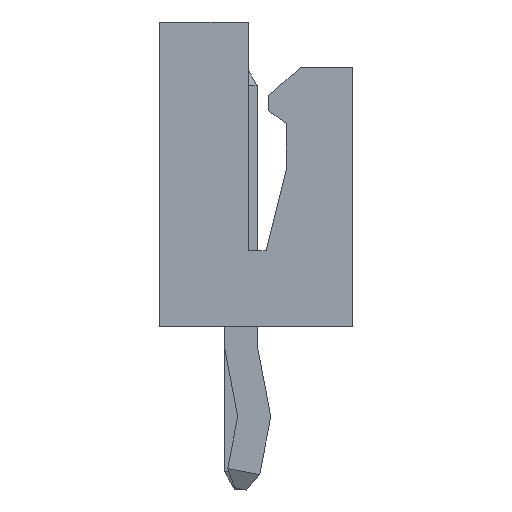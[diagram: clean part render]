
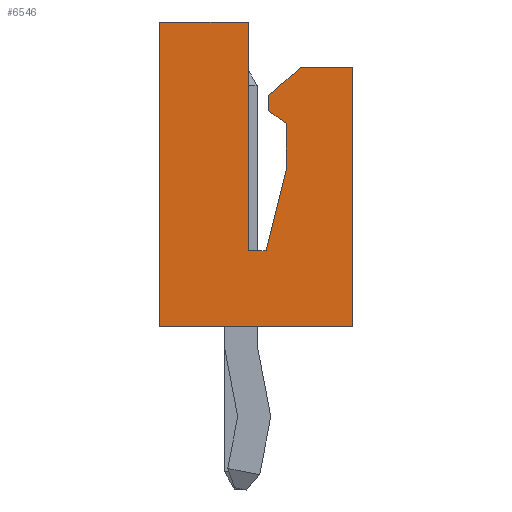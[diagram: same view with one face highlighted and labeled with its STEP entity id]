
A CAD part, left-side view. The second image highlights one B-rep face of the part: STEP entity #6546.
In plain terms, the highlighted planar face has unit normal (-1, 0, 0).
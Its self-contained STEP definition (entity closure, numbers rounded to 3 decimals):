
#461=ORIENTED_EDGE('',*,*,#1622,.F.);
#462=ORIENTED_EDGE('',*,*,#1619,.T.);
#463=ORIENTED_EDGE('',*,*,#1623,.F.);
#464=ORIENTED_EDGE('',*,*,#1581,.F.);
#465=ORIENTED_EDGE('',*,*,#1613,.T.);
#466=ORIENTED_EDGE('',*,*,#1624,.F.);
#467=ORIENTED_EDGE('',*,*,#1625,.F.);
#468=ORIENTED_EDGE('',*,*,#1626,.F.);
#469=ORIENTED_EDGE('',*,*,#1627,.F.);
#470=ORIENTED_EDGE('',*,*,#1628,.F.);
#471=ORIENTED_EDGE('',*,*,#1629,.F.);
#472=ORIENTED_EDGE('',*,*,#1630,.F.);
#1581=EDGE_CURVE('',#2170,#2171,#2648,.T.);
#1613=EDGE_CURVE('',#2170,#2201,#2680,.T.);
#1619=EDGE_CURVE('',#2208,#2207,#2686,.T.);
#1622=EDGE_CURVE('',#2208,#2210,#2689,.T.);
#1623=EDGE_CURVE('',#2171,#2207,#2690,.T.);
#1624=EDGE_CURVE('',#2211,#2201,#2691,.T.);
#1625=EDGE_CURVE('',#2212,#2211,#2692,.T.);
#1626=EDGE_CURVE('',#2213,#2212,#2693,.T.);
#1627=EDGE_CURVE('',#2214,#2213,#2694,.T.);
#1628=EDGE_CURVE('',#2215,#2214,#2695,.T.);
#1629=EDGE_CURVE('',#2216,#2215,#2696,.T.);
#1630=EDGE_CURVE('',#2210,#2216,#2697,.T.);
#2170=VERTEX_POINT('',#8669);
#2171=VERTEX_POINT('',#8671);
#2201=VERTEX_POINT('',#8733);
#2207=VERTEX_POINT('',#8746);
#2208=VERTEX_POINT('',#8748);
#2210=VERTEX_POINT('',#8754);
#2211=VERTEX_POINT('',#8757);
#2212=VERTEX_POINT('',#8759);
#2213=VERTEX_POINT('',#8761);
#2214=VERTEX_POINT('',#8763);
#2215=VERTEX_POINT('',#8765);
#2216=VERTEX_POINT('',#8767);
#2648=LINE('',#8670,#3293);
#2680=LINE('',#8734,#3325);
#2686=LINE('',#8747,#3331);
#2689=LINE('',#8753,#3334);
#2690=LINE('',#8755,#3335);
#2691=LINE('',#8756,#3336);
#2692=LINE('',#8758,#3337);
#2693=LINE('',#8760,#3338);
#2694=LINE('',#8762,#3339);
#2695=LINE('',#8764,#3340);
#2696=LINE('',#8766,#3341);
#2697=LINE('',#8768,#3342);
#3293=VECTOR('',#7417,1000.);
#3325=VECTOR('',#7451,1000.);
#3331=VECTOR('',#7459,1000.);
#3334=VECTOR('',#7464,1000.);
#3335=VECTOR('',#7465,1000.);
#3336=VECTOR('',#7466,1000.);
#3337=VECTOR('',#7467,1000.);
#3338=VECTOR('',#7468,1000.);
#3339=VECTOR('',#7469,1000.);
#3340=VECTOR('',#7470,1000.);
#3341=VECTOR('',#7471,1000.);
#3342=VECTOR('',#7472,1000.);
#3834=EDGE_LOOP('',(#461,#462,#463,#464,#465,#466,#467,#468,#469,#470,#471,
#472));
#4117=FACE_BOUND('',#3834,.T.);
#4392=PLANE('',#6845);
#6546=ADVANCED_FACE('',(#4117),#4392,.T.);
#6845=AXIS2_PLACEMENT_3D('',#8752,#7462,#7463);
#7417=DIRECTION('',(0.,1.,0.));
#7451=DIRECTION('',(0.,0.,1.));
#7459=DIRECTION('',(0.,1.,0.));
#7462=DIRECTION('',(-1.,0.,0.));
#7463=DIRECTION('',(0.,0.,1.));
#7464=DIRECTION('',(0.,0.,-1.));
#7465=DIRECTION('',(0.,0.,1.));
#7466=DIRECTION('',(0.,-1.,0.));
#7467=DIRECTION('',(0.,-0.748,0.664));
#7468=DIRECTION('',(0.,0.,1.));
#7469=DIRECTION('',(0.,0.814,0.581));
#7470=DIRECTION('',(0.,0.,1.));
#7471=DIRECTION('',(0.,-0.243,0.97));
#7472=DIRECTION('',(0.,-1.,0.));
#8669=CARTESIAN_POINT('',(-10.,-1.9,-3.));
#8670=CARTESIAN_POINT('',(-10.,-1.9,-3.));
#8671=CARTESIAN_POINT('',(-10.,1.9,-3.));
#8733=CARTESIAN_POINT('',(-10.,-1.9,2.1));
#8734=CARTESIAN_POINT('',(-10.,-1.9,-3.));
#8746=CARTESIAN_POINT('',(-10.,1.9,3.));
#8747=CARTESIAN_POINT('',(-10.,-1.9,3.));
#8748=CARTESIAN_POINT('',(-10.,0.15,3.));
#8752=CARTESIAN_POINT('',(-10.,-1.9,-3.));
#8753=CARTESIAN_POINT('',(-10.,0.15,-1.5));
#8754=CARTESIAN_POINT('',(-10.,0.15,-1.5));
#8755=CARTESIAN_POINT('',(-10.,1.9,-3.));
#8756=CARTESIAN_POINT('',(-10.,-0.87,2.1));
#8757=CARTESIAN_POINT('',(-10.,-0.87,2.1));
#8758=CARTESIAN_POINT('',(-10.,-0.25,1.55));
#8759=CARTESIAN_POINT('',(-10.,-0.25,1.55));
#8760=CARTESIAN_POINT('',(-10.,-0.25,1.55));
#8761=CARTESIAN_POINT('',(-10.,-0.25,1.25));
#8762=CARTESIAN_POINT('',(-10.,-0.25,1.25));
#8763=CARTESIAN_POINT('',(-10.,-0.6,1.));
#8764=CARTESIAN_POINT('',(-10.,-0.6,1.));
#8765=CARTESIAN_POINT('',(-10.,-0.6,0.1));
#8766=CARTESIAN_POINT('',(-10.,-0.2,-1.5));
#8767=CARTESIAN_POINT('',(-10.,-0.2,-1.5));
#8768=CARTESIAN_POINT('',(-10.,0.15,-1.5));
